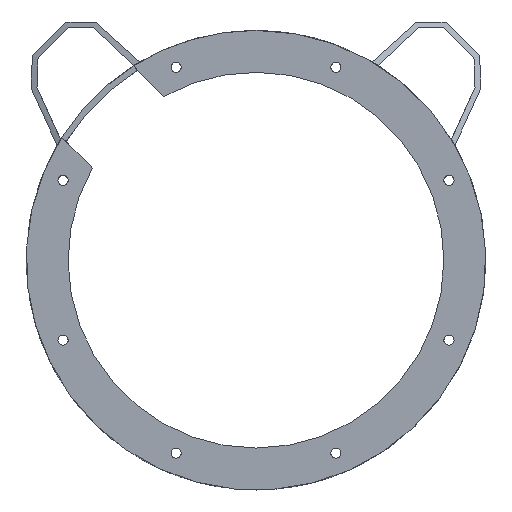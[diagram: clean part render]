
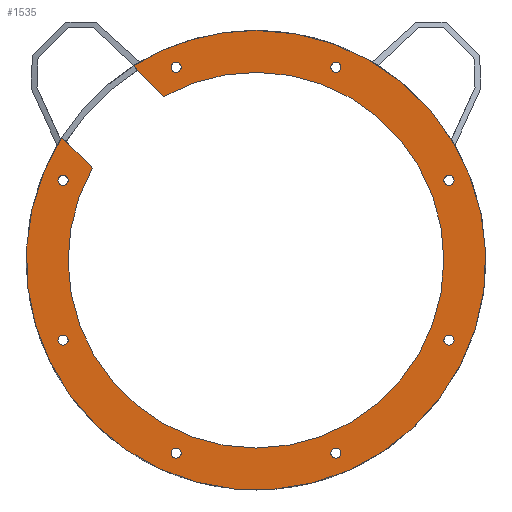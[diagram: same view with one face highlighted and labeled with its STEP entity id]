
A CAD part, front view. The second image highlights one B-rep face of the part: STEP entity #1535.
In plain terms, the highlighted planar face has unit normal (0, -1, 0).
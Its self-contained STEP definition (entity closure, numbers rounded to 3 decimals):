
#15=PLANE('',#1685);
#70=FACE_BOUND('',#470,.T.);
#71=FACE_BOUND('',#471,.T.);
#72=FACE_BOUND('',#472,.T.);
#73=FACE_BOUND('',#473,.T.);
#74=FACE_BOUND('',#474,.T.);
#75=FACE_BOUND('',#475,.T.);
#76=FACE_BOUND('',#476,.T.);
#77=FACE_BOUND('',#477,.T.);
#124=LINE('',#3136,#239);
#125=LINE('',#3137,#240);
#239=VECTOR('',#1942,1000.);
#240=VECTOR('',#1943,1000.);
#392=FACE_OUTER_BOUND('',#469,.T.);
#469=EDGE_LOOP('',(#1236,#1237,#1238,#1239,#1240));
#470=EDGE_LOOP('',(#1241));
#471=EDGE_LOOP('',(#1242));
#472=EDGE_LOOP('',(#1243));
#473=EDGE_LOOP('',(#1244));
#474=EDGE_LOOP('',(#1245));
#475=EDGE_LOOP('',(#1246));
#476=EDGE_LOOP('',(#1247));
#477=EDGE_LOOP('',(#1248));
#526=CIRCLE('',#1607,0.7);
#528=CIRCLE('',#1610,0.7);
#530=CIRCLE('',#1613,0.7);
#532=CIRCLE('',#1616,0.7);
#535=CIRCLE('',#1620,0.7);
#538=CIRCLE('',#1624,0.7);
#541=CIRCLE('',#1628,0.7);
#544=CIRCLE('',#1632,0.7);
#546=CIRCLE('',#1635,26.);
#562=CIRCLE('',#1661,31.8);
#564=CIRCLE('',#1663,31.8);
#619=VERTEX_POINT('',#2146);
#623=VERTEX_POINT('',#2174);
#627=VERTEX_POINT('',#2212);
#631=VERTEX_POINT('',#2278);
#635=VERTEX_POINT('',#2317);
#639=VERTEX_POINT('',#2356);
#643=VERTEX_POINT('',#2395);
#647=VERTEX_POINT('',#2434);
#650=VERTEX_POINT('',#2445);
#651=VERTEX_POINT('',#2447);
#706=VERTEX_POINT('',#3056);
#707=VERTEX_POINT('',#3057);
#710=VERTEX_POINT('',#3063);
#783=EDGE_CURVE('',#619,#619,#526,.T.);
#788=EDGE_CURVE('',#623,#623,#528,.T.);
#793=EDGE_CURVE('',#627,#627,#530,.T.);
#798=EDGE_CURVE('',#631,#631,#532,.T.);
#803=EDGE_CURVE('',#635,#635,#535,.T.);
#808=EDGE_CURVE('',#639,#639,#538,.T.);
#813=EDGE_CURVE('',#643,#643,#541,.T.);
#818=EDGE_CURVE('',#647,#647,#544,.T.);
#822=EDGE_CURVE('',#650,#651,#546,.T.);
#890=EDGE_CURVE('',#706,#707,#562,.T.);
#894=EDGE_CURVE('',#707,#710,#564,.T.);
#926=EDGE_CURVE('',#651,#710,#124,.T.);
#927=EDGE_CURVE('',#706,#650,#125,.T.);
#1236=ORIENTED_EDGE('',*,*,#890,.T.);
#1237=ORIENTED_EDGE('',*,*,#894,.T.);
#1238=ORIENTED_EDGE('',*,*,#926,.F.);
#1239=ORIENTED_EDGE('',*,*,#822,.F.);
#1240=ORIENTED_EDGE('',*,*,#927,.F.);
#1241=ORIENTED_EDGE('',*,*,#813,.T.);
#1242=ORIENTED_EDGE('',*,*,#803,.T.);
#1243=ORIENTED_EDGE('',*,*,#793,.T.);
#1244=ORIENTED_EDGE('',*,*,#783,.T.);
#1245=ORIENTED_EDGE('',*,*,#788,.T.);
#1246=ORIENTED_EDGE('',*,*,#798,.T.);
#1247=ORIENTED_EDGE('',*,*,#808,.T.);
#1248=ORIENTED_EDGE('',*,*,#818,.T.);
#1535=ADVANCED_FACE('',(#392,#70,#71,#72,#73,#74,#75,#76,#77),#15,.T.);
#1607=AXIS2_PLACEMENT_3D('',#2148,#1741,#1742);
#1610=AXIS2_PLACEMENT_3D('',#2176,#1748,#1749);
#1613=AXIS2_PLACEMENT_3D('',#2214,#1755,#1756);
#1616=AXIS2_PLACEMENT_3D('',#2280,#1762,#1763);
#1620=AXIS2_PLACEMENT_3D('',#2319,#1771,#1772);
#1624=AXIS2_PLACEMENT_3D('',#2358,#1780,#1781);
#1628=AXIS2_PLACEMENT_3D('',#2397,#1789,#1790);
#1632=AXIS2_PLACEMENT_3D('',#2436,#1798,#1799);
#1635=AXIS2_PLACEMENT_3D('',#2448,#1805,#1806);
#1661=AXIS2_PLACEMENT_3D('',#3058,#1881,#1882);
#1663=AXIS2_PLACEMENT_3D('',#3065,#1887,#1888);
#1685=AXIS2_PLACEMENT_3D('',#3135,#1940,#1941);
#1741=DIRECTION('center_axis',(0.,1.,0.));
#1742=DIRECTION('ref_axis',(0.,0.,-1.));
#1748=DIRECTION('center_axis',(0.,1.,0.));
#1749=DIRECTION('ref_axis',(0.,0.,-1.));
#1755=DIRECTION('center_axis',(0.,1.,0.));
#1756=DIRECTION('ref_axis',(0.,0.,-1.));
#1762=DIRECTION('center_axis',(0.,1.,0.));
#1763=DIRECTION('ref_axis',(0.,0.,-1.));
#1771=DIRECTION('center_axis',(0.,1.,0.));
#1772=DIRECTION('ref_axis',(0.,0.,-1.));
#1780=DIRECTION('center_axis',(0.,1.,0.));
#1781=DIRECTION('ref_axis',(0.,0.,-1.));
#1789=DIRECTION('center_axis',(0.,1.,0.));
#1790=DIRECTION('ref_axis',(0.,0.,-1.));
#1798=DIRECTION('center_axis',(0.,1.,0.));
#1799=DIRECTION('ref_axis',(0.,0.,-1.));
#1805=DIRECTION('center_axis',(0.,-1.,0.));
#1806=DIRECTION('ref_axis',(0.,0.,1.));
#1881=DIRECTION('center_axis',(0.,-1.,0.));
#1882=DIRECTION('ref_axis',(0.,0.,-1.));
#1887=DIRECTION('center_axis',(0.,-1.,0.));
#1888=DIRECTION('ref_axis',(0.,0.,-1.));
#1940=DIRECTION('center_axis',(0.,-1.,0.));
#1941=DIRECTION('ref_axis',(0.,0.,-1.));
#1942=DIRECTION('',(-0.707,0.,0.707));
#1943=DIRECTION('',(0.707,0.,-0.707));
#2146=CARTESIAN_POINT('',(-11.06,1.5,27.4));
#2148=CARTESIAN_POINT('Origin',(-11.06,1.5,26.7));
#2174=CARTESIAN_POINT('',(11.06,1.5,27.4));
#2176=CARTESIAN_POINT('Origin',(11.06,1.5,26.7));
#2212=CARTESIAN_POINT('',(26.7,1.5,11.76));
#2214=CARTESIAN_POINT('Origin',(26.7,1.5,11.06));
#2278=CARTESIAN_POINT('',(26.7,1.5,-10.36));
#2280=CARTESIAN_POINT('Origin',(26.7,1.5,-11.06));
#2317=CARTESIAN_POINT('',(11.06,1.5,-26.));
#2319=CARTESIAN_POINT('Origin',(11.06,1.5,-26.7));
#2356=CARTESIAN_POINT('',(-11.06,1.5,-26.));
#2358=CARTESIAN_POINT('Origin',(-11.06,1.5,-26.7));
#2395=CARTESIAN_POINT('',(-26.7,1.5,-10.36));
#2397=CARTESIAN_POINT('Origin',(-26.7,1.5,-11.06));
#2434=CARTESIAN_POINT('',(-26.7,1.5,11.76));
#2436=CARTESIAN_POINT('Origin',(-26.7,1.5,11.06));
#2445=CARTESIAN_POINT('',(-22.656,1.5,12.756));
#2447=CARTESIAN_POINT('',(-12.756,1.5,22.656));
#2448=CARTESIAN_POINT('Origin',(0.,1.5,0.));
#3056=CARTESIAN_POINT('',(-26.884,1.5,16.985));
#3057=CARTESIAN_POINT('',(0.,1.5,31.8));
#3058=CARTESIAN_POINT('Origin',(0.,1.5,0.));
#3063=CARTESIAN_POINT('',(-16.985,1.5,26.884));
#3065=CARTESIAN_POINT('Origin',(0.,1.5,0.));
#3135=CARTESIAN_POINT('Origin',(-31.8,1.5,50.));
#3136=CARTESIAN_POINT('',(-14.282,1.5,24.181));
#3137=CARTESIAN_POINT('',(-24.181,1.5,14.282));
